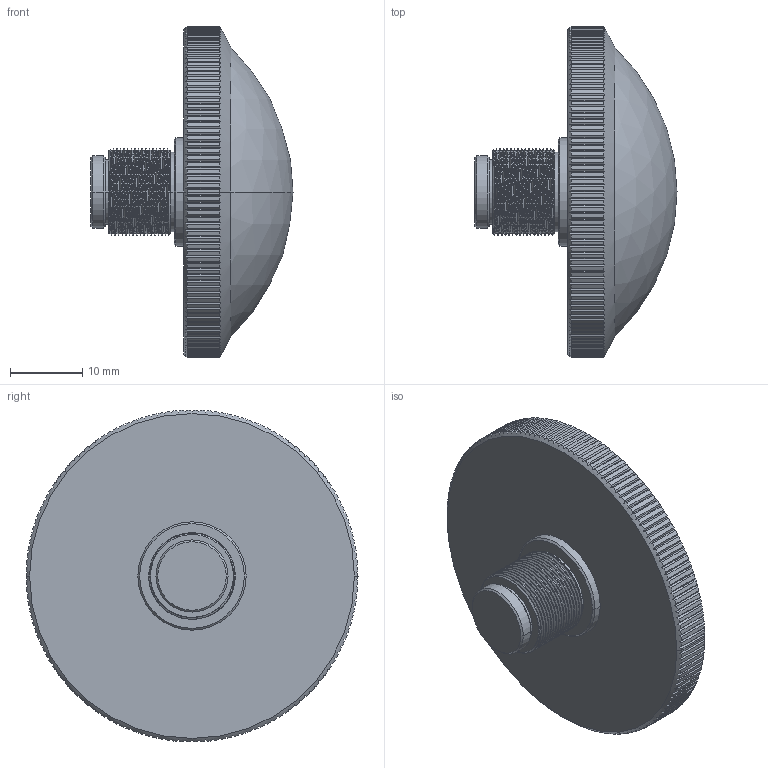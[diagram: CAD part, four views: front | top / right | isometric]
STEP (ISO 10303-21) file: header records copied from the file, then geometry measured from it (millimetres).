
FILE_DESCRIPTION(('Open CASCADE Model'),'2;1');
FILE_NAME('Open CASCADE Shape Model','2026-02-19T21:21:57',('Author'),( 'Open CASCADE'),'Open CASCADE STEP processor 7.7','Open CASCADE 7.7' ,'Unknown');
FILE_SCHEMA(('AUTOMOTIVE_DESIGN { 1 0 10303 214 1 1 1 1 }'));
Length unit declared in the file: millimetre
Products named in the file (2): L098-1.1-M12
Assembly tree (1 placements, depth 2):
  L098-1.1-M12
    L098-1.1-M12
Bounding box: 28 x 46 x 46 mm (x, y, z)
Volume: 17658.6 mm3; surface area: 5091.2 mm2
Topology: 1 solids, 1 shells, 518 faces, 1522 edges, 1011 vertices
Faces by surface type: plane 307, cylinder 192, cone 14, bspline 3, sphere 2
Entity records: 55597 total; most frequent: CARTESIAN_POINT 28704, DIRECTION 3967, ORIENTED_EDGE 3044, PCURVE 3044, DEFINITIONAL_REPRESENTATION 3044, LINE 2242, VECTOR 2242, B_SPLINE_CURVE_WITH_KNOTS 1899
